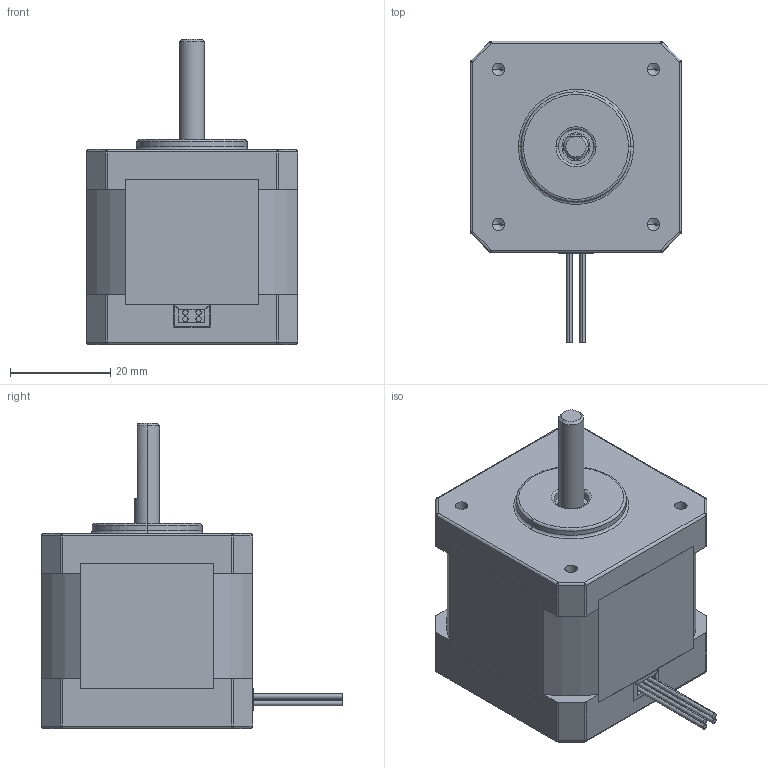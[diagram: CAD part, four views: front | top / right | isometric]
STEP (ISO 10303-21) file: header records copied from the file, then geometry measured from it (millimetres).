
FILE_DESCRIPTION (( 'STEP AP214' ), '1' );
FILE_NAME ('17HM15-0904S.STEP', '2018-03-05T08:41:55', ( '' ), ( '' ), 'SwSTEP 2.0', 'SolidWorks 2014', '' );
FILE_SCHEMA (( 'AUTOMOTIVE_DESIGN' ));
Length unit declared in the file: millimetre
Products named in the file (1): 17HM15-0904S
Bounding box: 42.32 x 60.31 x 61 mm (x, y, z)
Volume: 67828.6 mm3; surface area: 11037.8 mm2
Topology: 1 solids, 1 shells, 264 faces, 634 edges, 385 vertices
Faces by surface type: plane 129, cylinder 82, bspline 40, cone 13
Entity records: 10965 total; most frequent: CARTESIAN_POINT 2056, DIRECTION 1241, ORIENTED_EDGE 1236, EDGE_CURVE 618, AXIS2_PLACEMENT_3D 424, LINE 393, VECTOR 393, VERTEX_POINT 385
